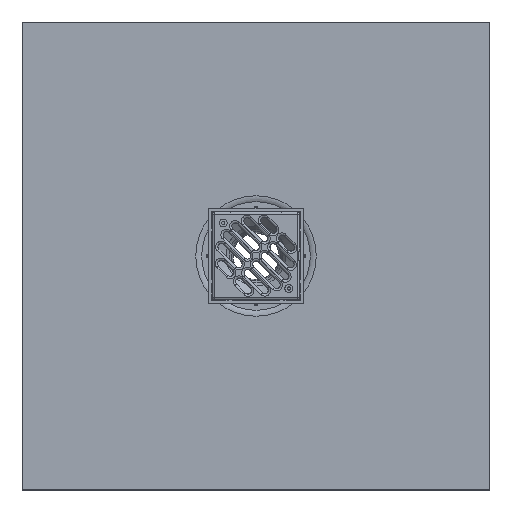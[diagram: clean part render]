
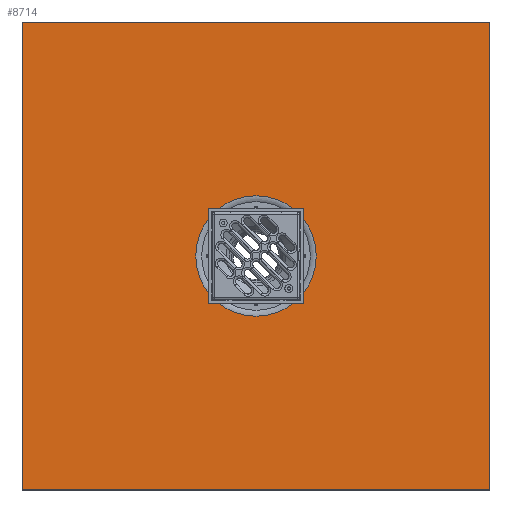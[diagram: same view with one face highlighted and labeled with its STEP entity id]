
A CAD part, top view. The second image highlights one B-rep face of the part: STEP entity #8714.
In plain terms, the highlighted planar face has unit normal (0, 0, 1).
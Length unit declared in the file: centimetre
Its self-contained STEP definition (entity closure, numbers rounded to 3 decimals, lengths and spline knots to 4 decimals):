
#160=FACE_BOUND('',#2502,.T.);
#257=PLANE('',#9508);
#547=LINE('',#14823,#1107);
#551=LINE('',#14830,#1111);
#554=LINE('',#14836,#1114);
#555=LINE('',#14838,#1115);
#1107=VECTOR('',#11189,1.);
#1111=VECTOR('',#11195,1.);
#1114=VECTOR('',#11200,1.);
#1115=VECTOR('',#11203,1.);
#1926=FACE_OUTER_BOUND('',#2501,.T.);
#2501=EDGE_LOOP('',(#6528,#6529,#6530,#6531));
#2502=EDGE_LOOP('',(#6532));
#3208=CIRCLE('',#9478,64.3137);
#3895=VERTEX_POINT('',#14774);
#3910=VERTEX_POINT('',#14820);
#3911=VERTEX_POINT('',#14822);
#3913=VERTEX_POINT('',#14828);
#3915=VERTEX_POINT('',#14834);
#4839=EDGE_CURVE('',#3895,#3895,#3208,.T.);
#4862=EDGE_CURVE('',#3910,#3911,#547,.T.);
#4866=EDGE_CURVE('',#3913,#3910,#551,.T.);
#4869=EDGE_CURVE('',#3915,#3913,#554,.T.);
#4870=EDGE_CURVE('',#3911,#3915,#555,.T.);
#6528=ORIENTED_EDGE('',*,*,#4862,.F.);
#6529=ORIENTED_EDGE('',*,*,#4866,.F.);
#6530=ORIENTED_EDGE('',*,*,#4869,.F.);
#6531=ORIENTED_EDGE('',*,*,#4870,.F.);
#6532=ORIENTED_EDGE('',*,*,#4839,.T.);
#8714=ADVANCED_FACE('',(#1926,#160),#257,.F.);
#9478=AXIS2_PLACEMENT_3D('',#14775,#11129,#11130);
#9508=AXIS2_PLACEMENT_3D('',#14837,#11201,#11202);
#11129=DIRECTION('center_axis',(0.,0.,-1.));
#11130=DIRECTION('ref_axis',(1.,0.,0.));
#11189=DIRECTION('',(0.,-1.,0.));
#11195=DIRECTION('',(1.,0.,0.));
#11200=DIRECTION('',(0.,1.,0.));
#11201=DIRECTION('center_axis',(0.,0.,-1.));
#11202=DIRECTION('ref_axis',(-1.,0.,0.));
#11203=DIRECTION('',(-1.,0.,0.));
#14774=CARTESIAN_POINT('',(1008.9395,184.3313,128.));
#14775=CARTESIAN_POINT('Origin',(1008.9395,248.645,128.));
#14820=CARTESIAN_POINT('',(1258.9395,498.645,128.));
#14822=CARTESIAN_POINT('',(1258.9395,-1.355,128.));
#14823=CARTESIAN_POINT('',(1258.9395,248.645,128.));
#14828=CARTESIAN_POINT('',(758.9395,498.645,128.));
#14830=CARTESIAN_POINT('',(1008.9395,498.645,128.));
#14834=CARTESIAN_POINT('',(758.9395,-1.355,128.));
#14836=CARTESIAN_POINT('',(758.9395,248.645,128.));
#14837=CARTESIAN_POINT('Origin',(1008.9395,248.645,128.));
#14838=CARTESIAN_POINT('',(1008.9395,-1.355,128.));
